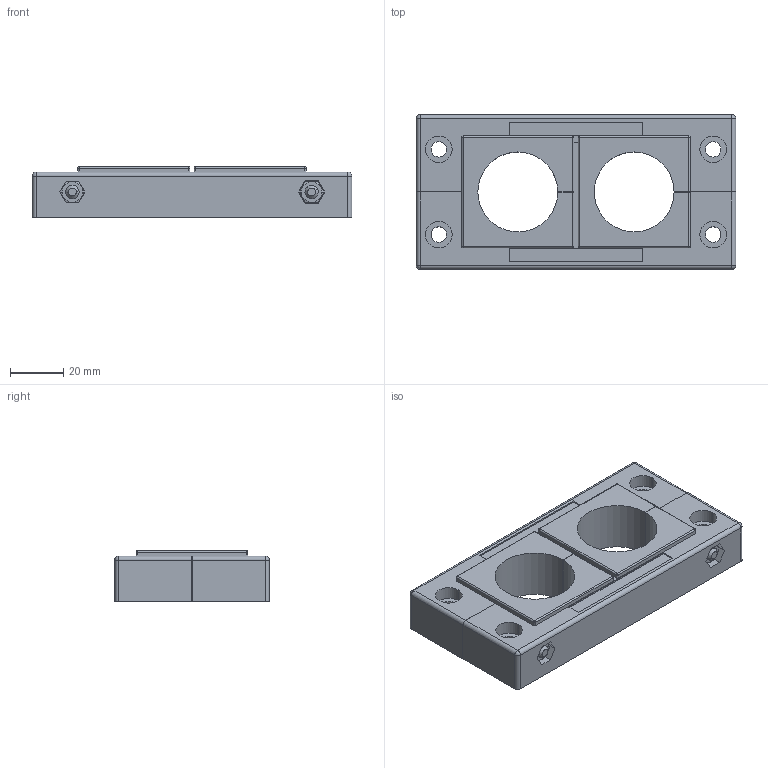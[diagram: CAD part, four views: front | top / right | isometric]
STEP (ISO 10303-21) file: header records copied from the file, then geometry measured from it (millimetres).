
FILE_DESCRIPTION(('STEP AP242'),'1');
FILE_NAME('42162.stp','2020-06-03T12:30:12',('TraceParts'),('TraceParts S.A.'),'Spatial InterOp 3D',' ',' ');
FILE_SCHEMA(('AP242_MANAGED_MODEL_BASED_3D_ENGINEERING_MIM_LF {1 0 10303 442 1 1 4}'));
Length unit declared in the file: millimetre
Products named in the file (1): 42162_1
Bounding box: 120 x 58 x 19 mm (x, y, z)
Volume: 99666.4 mm3; surface area: 41041.4 mm2
Topology: 8 solids, 8 shells, 252 faces, 594 edges, 360 vertices
Faces by surface type: plane 132, cylinder 84, cone 20, sphere 12, torus 4
Entity records: 7201 total; most frequent: CARTESIAN_POINT 1358, DIRECTION 1238, ORIENTED_EDGE 1164, EDGE_CURVE 582, AXIS2_PLACEMENT_3D 432, LINE 374, VECTOR 374, VERTEX_POINT 360
